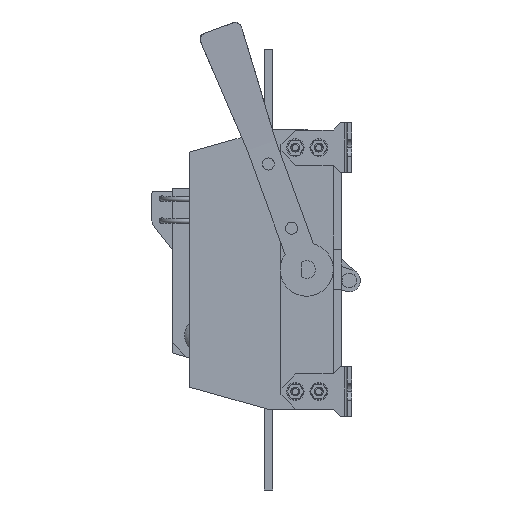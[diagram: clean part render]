
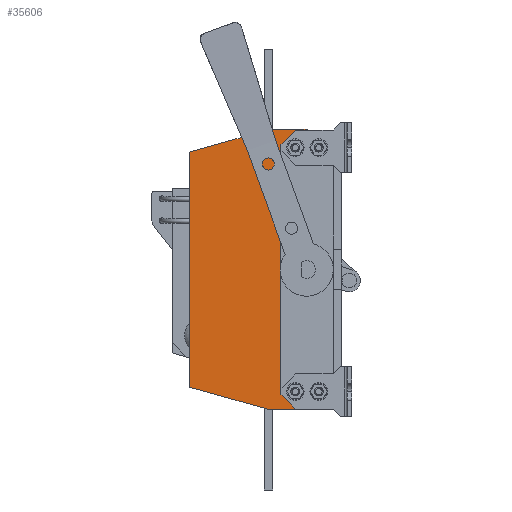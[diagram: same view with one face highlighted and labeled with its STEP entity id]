
A CAD part, left-side view. The second image highlights one B-rep face of the part: STEP entity #35606.
In plain terms, the highlighted planar face has unit normal (-1, 0, 0).
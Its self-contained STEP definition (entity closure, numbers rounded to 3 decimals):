
#130 = EDGE_CURVE ( 'NONE', #25953, #14061, #17222, .T. ) ;
#716 = PLANE ( 'NONE',  #12821 ) ;
#781 = VECTOR ( 'NONE', #24519, 1000. ) ;
#1646 = CARTESIAN_POINT ( 'NONE',  ( -31.8, 31., 95. ) ) ;
#1850 = CARTESIAN_POINT ( 'NONE',  ( -31.8, 103.25, -80. ) ) ;
#4012 = DIRECTION ( 'NONE',  ( 0., 1., 0. ) ) ;
#4025 = ORIENTED_EDGE ( 'NONE', *, *, #35465, .T. ) ;
#4441 = CARTESIAN_POINT ( 'NONE',  ( -31.8, 23.5, 0. ) ) ;
#4787 = EDGE_CURVE ( 'NONE', #23436, #25953, #45182, .T. ) ;
#4860 = VECTOR ( 'NONE', #20500, 1000. ) ;
#5256 = LINE ( 'NONE', #18550, #8924 ) ;
#6277 = EDGE_CURVE ( 'NONE', #10184, #23436, #33414, .T. ) ;
#7755 = ORIENTED_EDGE ( 'NONE', *, *, #21795, .F. ) ;
#7788 = EDGE_CURVE ( 'NONE', #32090, #10184, #9100, .T. ) ;
#8211 = VECTOR ( 'NONE', #16776, 1000. ) ;
#8539 = DIRECTION ( 'NONE',  ( -1., 0., 0. ) ) ;
#8924 = VECTOR ( 'NONE', #15123, 1000. ) ;
#9100 = LINE ( 'NONE', #35575, #49230 ) ;
#9134 = EDGE_CURVE ( 'NONE', #17747, #43190, #5256, .T. ) ;
#9532 = EDGE_CURVE ( 'NONE', #45812, #16827, #17948, .T. ) ;
#9852 = VECTOR ( 'NONE', #11886, 1000. ) ;
#10117 = VERTEX_POINT ( 'NONE', #28368 ) ;
#10184 = VERTEX_POINT ( 'NONE', #44799 ) ;
#11072 = LINE ( 'NONE', #16742, #781 ) ;
#11192 = DIRECTION ( 'NONE',  ( 0., -0.963, -0.271 ) ) ;
#11387 = CARTESIAN_POINT ( 'NONE',  ( -31.8, 23.25, -95.5 ) ) ;
#11886 = DIRECTION ( 'NONE',  ( 0., -1., 0. ) ) ;
#12040 = DIRECTION ( 'NONE',  ( 0., 0.963, -0.271 ) ) ;
#12069 = DIRECTION ( 'NONE',  ( 0., 0., 1. ) ) ;
#12479 = VECTOR ( 'NONE', #45410, 1000. ) ;
#12507 = ORIENTED_EDGE ( 'NONE', *, *, #4787, .T. ) ;
#12821 = AXIS2_PLACEMENT_3D ( 'NONE', #4441, #8539, #12069 ) ;
#13284 = ORIENTED_EDGE ( 'NONE', *, *, #130, .T. ) ;
#14061 = VERTEX_POINT ( 'NONE', #41413 ) ;
#14935 = ORIENTED_EDGE ( 'NONE', *, *, #6277, .T. ) ;
#14940 = EDGE_LOOP ( 'NONE', ( #27703, #4025, #41554, #14935, #12507, #13284, #46571, #27650, #19021, #19966, #7755, #26338 ) ) ;
#15123 = DIRECTION ( 'NONE',  ( 0., 0., 1. ) ) ;
#16742 = CARTESIAN_POINT ( 'NONE',  ( -31.8, 15.5, 95. ) ) ;
#16776 = DIRECTION ( 'NONE',  ( 0., 0.707, -0.707 ) ) ;
#16827 = VERTEX_POINT ( 'NONE', #34944 ) ;
#17222 = LINE ( 'NONE', #38213, #31151 ) ;
#17747 = VERTEX_POINT ( 'NONE', #42321 ) ;
#17948 = LINE ( 'NONE', #1646, #8211 ) ;
#18550 = CARTESIAN_POINT ( 'NONE',  ( -31.8, 23.25, -95.5 ) ) ;
#19021 = ORIENTED_EDGE ( 'NONE', *, *, #45714, .F. ) ;
#19665 = EDGE_CURVE ( 'NONE', #39842, #35101, #32440, .T. ) ;
#19966 = ORIENTED_EDGE ( 'NONE', *, *, #19665, .F. ) ;
#20421 = EDGE_CURVE ( 'NONE', #14061, #17747, #42610, .T. ) ;
#20500 = DIRECTION ( 'NONE',  ( 0., 0., -1. ) ) ;
#20940 = CARTESIAN_POINT ( 'NONE',  ( -31.8, 103.25, 80. ) ) ;
#21795 = EDGE_CURVE ( 'NONE', #16827, #39842, #26716, .T. ) ;
#22254 = FACE_OUTER_BOUND ( 'NONE', #14940, .T. ) ;
#23436 = VERTEX_POINT ( 'NONE', #20940 ) ;
#24519 = DIRECTION ( 'NONE',  ( 0., 1., 0. ) ) ;
#25099 = DIRECTION ( 'NONE',  ( 0., 0., -1. ) ) ;
#25141 = VECTOR ( 'NONE', #29713, 1000. ) ;
#25953 = VERTEX_POINT ( 'NONE', #29864 ) ;
#26306 = CARTESIAN_POINT ( 'NONE',  ( -31.8, 31., 95. ) ) ;
#26334 = LINE ( 'NONE', #38030, #38513 ) ;
#26338 = ORIENTED_EDGE ( 'NONE', *, *, #9532, .F. ) ;
#26716 = LINE ( 'NONE', #48037, #4860 ) ;
#27650 = ORIENTED_EDGE ( 'NONE', *, *, #9134, .T. ) ;
#27703 = ORIENTED_EDGE ( 'NONE', *, *, #36381, .F. ) ;
#28368 = CARTESIAN_POINT ( 'NONE',  ( -31.8, 23.25, 95. ) ) ;
#28712 = VECTOR ( 'NONE', #25099, 1000. ) ;
#29713 = DIRECTION ( 'NONE',  ( 0., -0.707, -0.707 ) ) ;
#29721 = DIRECTION ( 'NONE',  ( 0., -1., 0. ) ) ;
#29864 = CARTESIAN_POINT ( 'NONE',  ( -31.8, 103.25, -80. ) ) ;
#31151 = VECTOR ( 'NONE', #11192, 1000. ) ;
#32090 = VERTEX_POINT ( 'NONE', #49834 ) ;
#32440 = LINE ( 'NONE', #41260, #25141 ) ;
#33135 = LINE ( 'NONE', #37590, #12479 ) ;
#33414 = LINE ( 'NONE', #42775, #44372 ) ;
#33730 = CARTESIAN_POINT ( 'NONE',  ( -31.8, 41., -85. ) ) ;
#34944 = CARTESIAN_POINT ( 'NONE',  ( -31.8, 41., 85. ) ) ;
#35101 = VERTEX_POINT ( 'NONE', #38446 ) ;
#35465 = EDGE_CURVE ( 'NONE', #10117, #32090, #33135, .T. ) ;
#35575 = CARTESIAN_POINT ( 'NONE',  ( -31.8, 23.25, 95.5 ) ) ;
#35606 = ADVANCED_FACE ( 'NONE', ( #22254 ), #716, .T. ) ;
#36381 = EDGE_CURVE ( 'NONE', #10117, #45812, #11072, .T. ) ;
#37590 = CARTESIAN_POINT ( 'NONE',  ( -31.8, 23.25, 7.496 ) ) ;
#38030 = CARTESIAN_POINT ( 'NONE',  ( -31.8, 31., -95. ) ) ;
#38213 = CARTESIAN_POINT ( 'NONE',  ( -31.8, 48.25, -95.5 ) ) ;
#38446 = CARTESIAN_POINT ( 'NONE',  ( -31.8, 31., -95. ) ) ;
#38513 = VECTOR ( 'NONE', #29721, 1000. ) ;
#39842 = VERTEX_POINT ( 'NONE', #33730 ) ;
#40407 = CARTESIAN_POINT ( 'NONE',  ( -31.8, 23.25, -95. ) ) ;
#41260 = CARTESIAN_POINT ( 'NONE',  ( -31.8, 41., -85. ) ) ;
#41413 = CARTESIAN_POINT ( 'NONE',  ( -31.8, 48.25, -95.5 ) ) ;
#41554 = ORIENTED_EDGE ( 'NONE', *, *, #7788, .T. ) ;
#42321 = CARTESIAN_POINT ( 'NONE',  ( -31.8, 23.25, -95.5 ) ) ;
#42610 = LINE ( 'NONE', #11387, #9852 ) ;
#42775 = CARTESIAN_POINT ( 'NONE',  ( -31.8, 103.25, 80. ) ) ;
#43190 = VERTEX_POINT ( 'NONE', #40407 ) ;
#44372 = VECTOR ( 'NONE', #12040, 1000. ) ;
#44799 = CARTESIAN_POINT ( 'NONE',  ( -31.8, 48.25, 95.5 ) ) ;
#45182 = LINE ( 'NONE', #1850, #28712 ) ;
#45410 = DIRECTION ( 'NONE',  ( 0., 0., 1. ) ) ;
#45714 = EDGE_CURVE ( 'NONE', #35101, #43190, #26334, .T. ) ;
#45812 = VERTEX_POINT ( 'NONE', #26306 ) ;
#46571 = ORIENTED_EDGE ( 'NONE', *, *, #20421, .T. ) ;
#48037 = CARTESIAN_POINT ( 'NONE',  ( -31.8, 41., 85. ) ) ;
#49230 = VECTOR ( 'NONE', #4012, 1000. ) ;
#49834 = CARTESIAN_POINT ( 'NONE',  ( -31.8, 23.25, 95.5 ) ) ;
